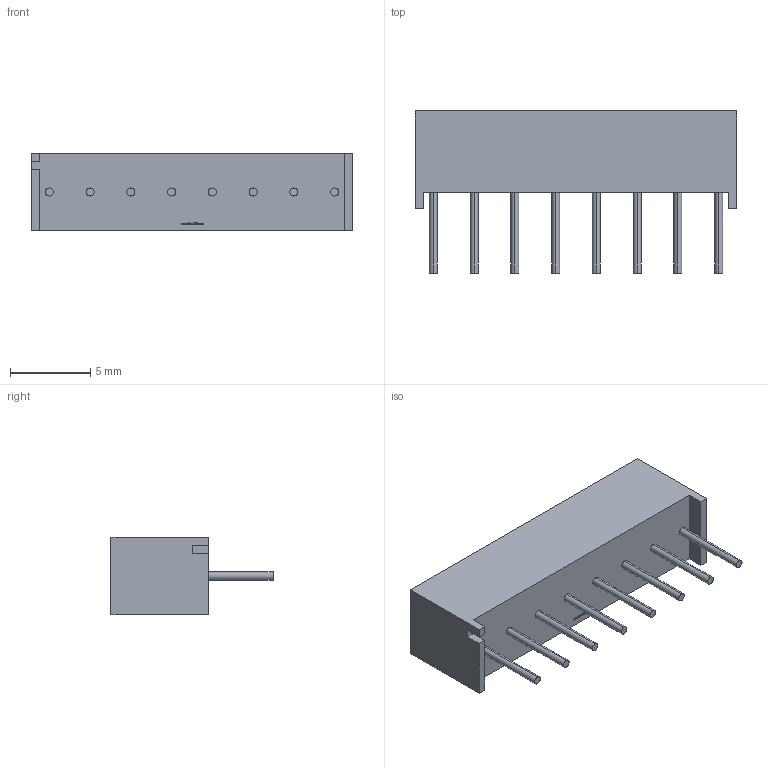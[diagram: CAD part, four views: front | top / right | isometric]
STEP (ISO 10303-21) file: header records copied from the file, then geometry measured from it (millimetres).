
FILE_DESCRIPTION (( 'STEP AP214' ), '1' );
FILE_NAME ('XExx2350.STEP', '2015-09-10T17:39:04', ( '' ), ( '' ), 'SwSTEP 2.0', 'SolidWorks 2012', '' );
FILE_SCHEMA (( 'AUTOMOTIVE_DESIGN' ));
Length unit declared in the file: millimetre
Products named in the file (1): XExx2350
Bounding box: 20.04 x 10.1 x 4.86 mm (x, y, z)
Volume: 507.4 mm3; surface area: 956.8 mm2
Topology: 2 solids, 2 shells, 239 faces, 630 edges, 420 vertices
Faces by surface type: plane 155, bspline 68, cylinder 16
Entity records: 12455 total; most frequent: CARTESIAN_POINT 4502, ORIENTED_EDGE 1260, DIRECTION 870, EDGE_CURVE 630, VECTOR 462, LINE 462, VERTEX_POINT 420, EDGE_LOOP 264
